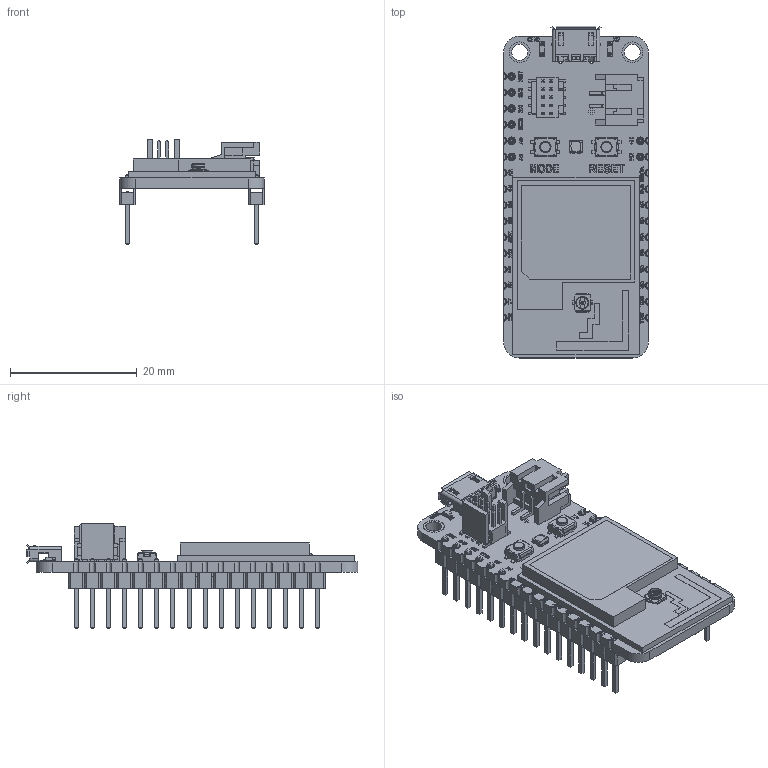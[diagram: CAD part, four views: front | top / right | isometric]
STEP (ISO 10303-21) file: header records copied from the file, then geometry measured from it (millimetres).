
FILE_DESCRIPTION(/* description */ (''),/* implementation_level */ '2;1');
FILE_NAME(/* name */ 'Photon 2.step',/* time_stamp */ '2023-06-06T10:04:22-07:00',/* author */ (''),/* organization */ (''),/* preprocessor_version */ 'ST-DEVELOPER v19.2',/* originating_system */ 'Autodesk Translation Framework v12.6.0.85',/* authorisation */ '');
FILE_SCHEMA (('AUTOMOTIVE_DESIGN { 1 0 10303 214 3 1 1 }'));
Products named in the file (52): Photon 2; microUSB; FTSH_105_01_L_DV_K v3; _FTSH_105_01_L_DV_K_body_2; _FTSH_105_01_L_DV_K_pins1_4; _FTSH_105_01_L_DV_K_pins2_6; JSTPH2 v1; pin; mount; housing; LED_CLVBA-FKA v1; switch v1; Pin Header 1x16 TH Pitch 2.54mm v3 v1; asm_pin (1); asm_pin (1)_1; asm_pin (1)_2; asm_pin (1)_3; asm_pin (1)_4; asm_pin (1)_5; asm_pin (1)_6; asm_pin (1)_7; asm_pin (1)_8; asm_pin (1)_9; asm_pin (1)_10; asm_pin (1)_11; asm_pin (1)_12; asm_pin (1)_13; asm_pin (1)_14; asm_pin (1)_15; spacer (1); pin (1); Pin Header 1x12 TH Pitch 2.54mm v3 (1) v1; asm_pin (1) (1); asm_pin (1) (1)_1; asm_pin (1) (1)_2; asm_pin (1) (1)_3; asm_pin (1) (1)_4; asm_pin (1) (1)_5; asm_pin (1) (1)_6; asm_pin (1) (1)_7 ...
Assembly tree (107 placements, depth 4):
  Photon 2
    microUSB
    FTSH_105_01_L_DV_K v3
      _FTSH_105_01_L_DV_K_body_2
      _FTSH_105_01_L_DV_K_pins1_4
      _FTSH_105_01_L_DV_K_pins2_6
    JSTPH2 v1
      pin  x2
      mount  x2
      housing
    LED_CLVBA-FKA v1
    switch v1  x2
    Pin Header 1x16 TH Pitch 2.54mm v3 v1
      asm_pin (1)
        spacer (1)
        pin (1)
      asm_pin (1)_1
        spacer (1)
        pin (1)
      asm_pin (1)_2
        spacer (1)
        pin (1)
      asm_pin (1)_3
        spacer (1)
        pin (1)
      asm_pin (1)_4
        spacer (1)
        pin (1)
      asm_pin (1)_5
        spacer (1)
        pin (1)
      asm_pin (1)_6
        spacer (1)
        pin (1)
      asm_pin (1)_7
        spacer (1)
        pin (1)
      asm_pin (1)_8
        spacer (1)
        pin (1)
      asm_pin (1)_9
        spacer (1)
        pin (1)
      asm_pin (1)_10
        spacer (1)
        pin (1)
      asm_pin (1)_11
        spacer (1)
        pin (1)
      asm_pin (1)_12
        spacer (1)
        pin (1)
      asm_pin (1)_13
        spacer (1)
        pin (1)
      asm_pin (1)_14
        spacer (1)
        pin (1)
      asm_pin (1)_15
        spacer (1)
Bounding box: 22.86 x 52.4 x 16.67 mm (x, y, z)
Volume: 3866.9 mm3; surface area: 8602.6 mm2
Topology: 309 solids, 309 shells, 4760 faces, 11922 edges, 7747 vertices
Faces by surface type: plane 3388, bspline 1028, cylinder 311, torus 22, cone 7, sphere 4
Full cylindrical faces by diameter (mm): 0.3 x4, 0.35 x2, 0.45 x1, 0.5 x2, 0.6 x2, 0.9 x16, 1.2 x8, 1.8 x3, 1.95 x1, 2 x2, 2.5 x4, 3.26 x2
Entity records: 132129 total; most frequent: CARTESIAN_POINT 47109, ORIENTED_EDGE 18780, DIRECTION 13990, EDGE_CURVE 9390, LINE 6970, VECTOR 6970, VERTEX_POINT 6181, EDGE_LOOP 3815
